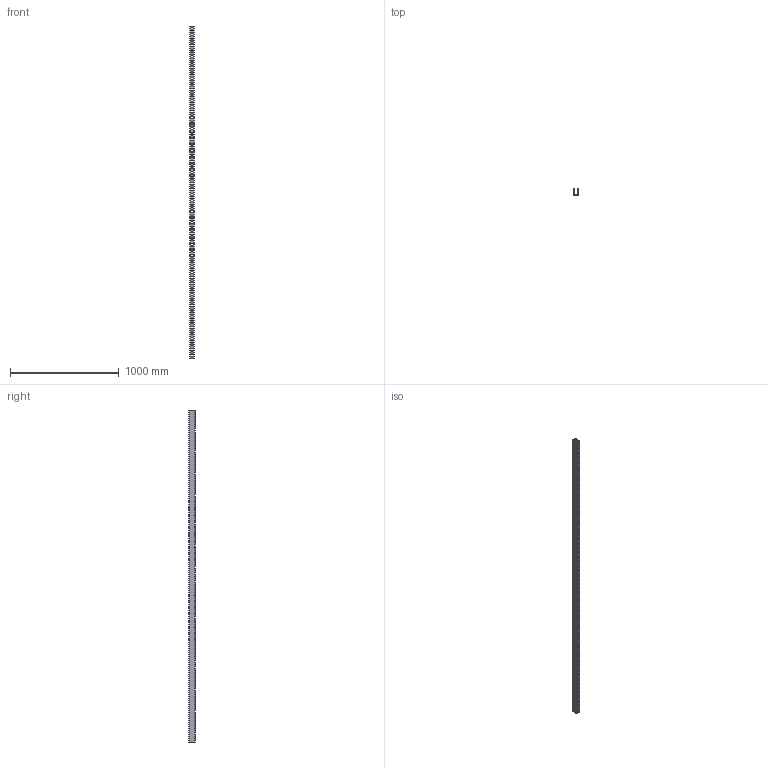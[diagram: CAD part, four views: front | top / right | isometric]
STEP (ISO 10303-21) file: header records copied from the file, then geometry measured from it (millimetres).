
FILE_DESCRIPTION(('TurboCAD Mac Pro'),'Build 980');
FILE_NAME('P5500T.stp',' ',(''),(''),'ACIS Interop','IMSI','TurboCAD Mac Pro BY IMSI, INCORPORATED');
FILE_SCHEMA(('automotive_design'));
Length unit declared in the file: inch
Products named in the file (1): 1
Bounding box: 41.27 x 61.91 x 3048 mm (x, y, z)
Volume: 1364328.2 mm3; surface area: 1048576.9 mm2
Topology: 1 solids, 1 shells, 390 faces, 1164 edges, 776 vertices
Faces by surface type: bspline 240, plane 136, cylinder 14
Entity records: 17680 total; most frequent: CARTESIAN_POINT 5451, ORIENTED_EDGE 2328, EDGE_CURVE 1164, DIRECTION 1014, VERTEX_POINT 776, LINE 656, VECTOR 656, EDGE_LOOP 510
